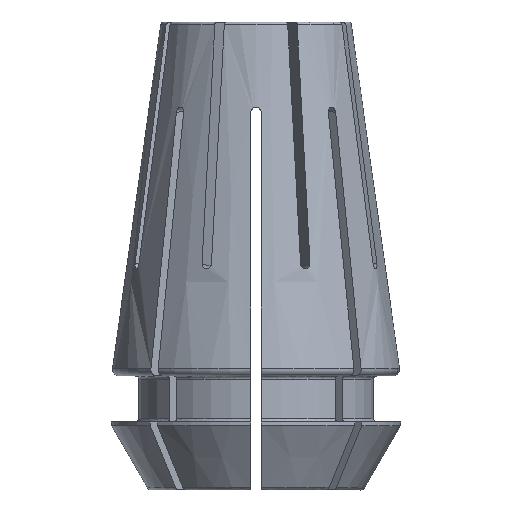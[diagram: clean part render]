
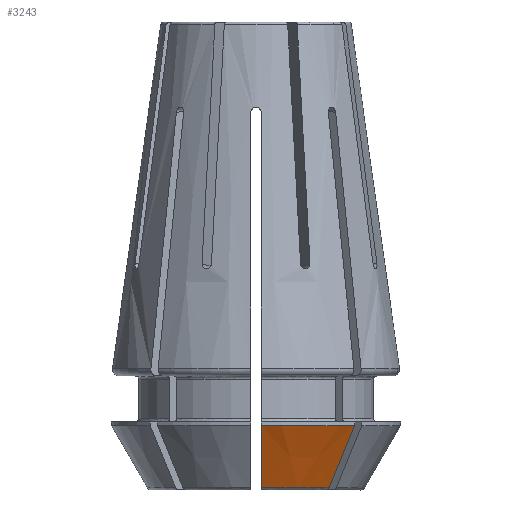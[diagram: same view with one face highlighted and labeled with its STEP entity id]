
A CAD part, front view. The second image highlights one B-rep face of the part: STEP entity #3243.
In plain terms, the highlighted conical face has half-angle 30 degrees and reference radius 8.373 mm.
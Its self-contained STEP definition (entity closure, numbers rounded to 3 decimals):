
#400=CONICAL_SURFACE('',#3505,8.373,0.524);
#526=B_SPLINE_CURVE_WITH_KNOTS('',3,(#5454,#5455,#5456,#5457),
 .UNSPECIFIED.,.F.,.F.,(4,4),(0.,0.004),
 .UNSPECIFIED.);
#527=B_SPLINE_CURVE_WITH_KNOTS('',3,(#5462,#5463,#5464,#5465),
 .UNSPECIFIED.,.F.,.F.,(4,4),(0.009,0.013),
 .UNSPECIFIED.);
#911=ORIENTED_EDGE('',*,*,#1931,.F.);
#912=ORIENTED_EDGE('',*,*,#1932,.F.);
#913=ORIENTED_EDGE('',*,*,#1933,.T.);
#914=ORIENTED_EDGE('',*,*,#1934,.T.);
#1931=EDGE_CURVE('',#2419,#2420,#526,.T.);
#1932=EDGE_CURVE('',#2421,#2419,#2649,.T.);
#1933=EDGE_CURVE('',#2421,#2422,#527,.T.);
#1934=EDGE_CURVE('',#2422,#2420,#2650,.T.);
#2419=VERTEX_POINT('',#5458);
#2420=VERTEX_POINT('',#5459);
#2421=VERTEX_POINT('',#5461);
#2422=VERTEX_POINT('',#5466);
#2649=CIRCLE('',#3506,8.5);
#2650=CIRCLE('',#3507,6.388);
#2802=EDGE_LOOP('',(#911,#912,#913,#914));
#2990=FACE_BOUND('',#2802,.T.);
#3243=ADVANCED_FACE('',(#2990),#400,.T.);
#3505=AXIS2_PLACEMENT_3D('',#5453,#4039,#4040);
#3506=AXIS2_PLACEMENT_3D('',#5460,#4041,#4042);
#3507=AXIS2_PLACEMENT_3D('',#5467,#4043,#4044);
#4039=DIRECTION('',(0.,0.,1.));
#4040=DIRECTION('',(1.,0.,0.));
#4041=DIRECTION('',(0.,0.,1.));
#4042=DIRECTION('',(1.,0.,0.));
#4043=DIRECTION('',(0.,0.,1.));
#4044=DIRECTION('',(1.,0.,0.));
#5453=CARTESIAN_POINT('',(0.,0.,-3.136));
#5454=CARTESIAN_POINT('',(5.795,-6.219,-2.917));
#5455=CARTESIAN_POINT('',(5.296,-5.721,-4.136));
#5456=CARTESIAN_POINT('',(4.798,-5.222,-5.356));
#5457=CARTESIAN_POINT('',(4.3,-4.724,-6.575));
#5458=CARTESIAN_POINT('',(5.795,-6.219,-2.917));
#5459=CARTESIAN_POINT('',(4.3,-4.724,-6.575));
#5460=CARTESIAN_POINT('',(0.,0.,-2.917));
#5461=CARTESIAN_POINT('',(0.3,-8.495,-2.917));
#5462=CARTESIAN_POINT('',(0.3,-8.495,-2.917));
#5463=CARTESIAN_POINT('',(0.3,-7.79,-4.136));
#5464=CARTESIAN_POINT('',(0.3,-7.086,-5.356));
#5465=CARTESIAN_POINT('',(0.3,-6.381,-6.575));
#5466=CARTESIAN_POINT('',(0.3,-6.381,-6.575));
#5467=CARTESIAN_POINT('',(0.,0.,-6.575));
